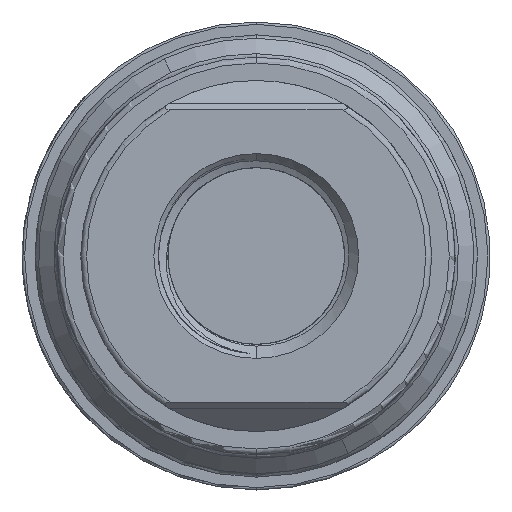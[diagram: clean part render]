
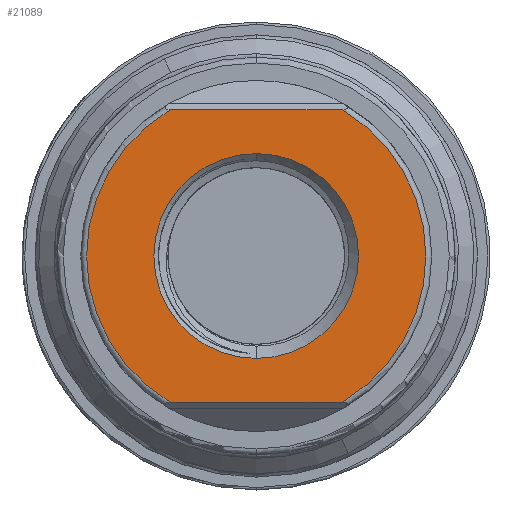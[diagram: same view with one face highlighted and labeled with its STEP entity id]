
A CAD part, left-side view. The second image highlights one B-rep face of the part: STEP entity #21089.
In plain terms, the highlighted planar face has unit normal (-1, 0, 0).
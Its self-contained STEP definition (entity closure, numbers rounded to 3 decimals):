
#43 = EDGE_CURVE ( 'NONE', #12083, #1234, #1493, .T. ) ;
#98 = CARTESIAN_POINT ( 'NONE',  ( -74.8, 0., 0. ) ) ;
#819 = EDGE_CURVE ( 'NONE', #9609, #12083, #8939, .T. ) ;
#1006 = CARTESIAN_POINT ( 'NONE',  ( -74.8, 0., -12.5 ) ) ;
#1234 = VERTEX_POINT ( 'NONE', #1307 ) ;
#1307 = CARTESIAN_POINT ( 'NONE',  ( -74.8, -7.348, 12.5 ) ) ;
#1493 = CIRCLE ( 'NONE', #23696, 14.5 ) ;
#1900 = EDGE_LOOP ( 'NONE', ( #3559, #4901 ) ) ;
#2343 = CARTESIAN_POINT ( 'NONE',  ( -74.8, 0., 0. ) ) ;
#2451 = CARTESIAN_POINT ( 'NONE',  ( -74.8, 7.348, 12.5 ) ) ;
#3442 = CIRCLE ( 'NONE', #18498, 14.5 ) ;
#3559 = ORIENTED_EDGE ( 'NONE', *, *, #21530, .T. ) ;
#4108 = DIRECTION ( 'NONE',  ( 1., 0., 0. ) ) ;
#4259 = CIRCLE ( 'NONE', #9812, 8.75 ) ;
#4477 = FACE_OUTER_BOUND ( 'NONE', #9048, .T. ) ;
#4901 = ORIENTED_EDGE ( 'NONE', *, *, #16923, .T. ) ;
#4910 = DIRECTION ( 'NONE',  ( -1., 0., 0. ) ) ;
#5296 = AXIS2_PLACEMENT_3D ( 'NONE', #11573, #4108, #9331 ) ;
#6347 = DIRECTION ( 'NONE',  ( 0., 0., 1. ) ) ;
#7677 = VECTOR ( 'NONE', #11696, 1000. ) ;
#7967 = PLANE ( 'NONE',  #22875 ) ;
#7978 = VERTEX_POINT ( 'NONE', #12356 ) ;
#8057 = DIRECTION ( 'NONE',  ( 0., 0., 1. ) ) ;
#8830 = CARTESIAN_POINT ( 'NONE',  ( -74.8, 7.348, -12.5 ) ) ;
#8939 = LINE ( 'NONE', #1006, #15006 ) ;
#9048 = EDGE_LOOP ( 'NONE', ( #19867, #18046, #16673, #16731 ) ) ;
#9331 = DIRECTION ( 'NONE',  ( 0., 0., 1. ) ) ;
#9468 = CARTESIAN_POINT ( 'NONE',  ( -74.8, 0., 12.5 ) ) ;
#9609 = VERTEX_POINT ( 'NONE', #8830 ) ;
#9812 = AXIS2_PLACEMENT_3D ( 'NONE', #2343, #9916, #8057 ) ;
#9916 = DIRECTION ( 'NONE',  ( 1., 0., 0. ) ) ;
#10175 = VERTEX_POINT ( 'NONE', #2451 ) ;
#10341 = CARTESIAN_POINT ( 'NONE',  ( -74.8, 0., 8.75 ) ) ;
#11573 = CARTESIAN_POINT ( 'NONE',  ( -74.8, 0., 0. ) ) ;
#11696 = DIRECTION ( 'NONE',  ( 0., 1., 0. ) ) ;
#12083 = VERTEX_POINT ( 'NONE', #21748 ) ;
#12356 = CARTESIAN_POINT ( 'NONE',  ( -74.8, 0., -8.75 ) ) ;
#12530 = DIRECTION ( 'NONE',  ( 0., 0., 1. ) ) ;
#14882 = DIRECTION ( 'NONE',  ( -1., 0., 0. ) ) ;
#15006 = VECTOR ( 'NONE', #20349, 1000. ) ;
#16673 = ORIENTED_EDGE ( 'NONE', *, *, #819, .T. ) ;
#16731 = ORIENTED_EDGE ( 'NONE', *, *, #43, .T. ) ;
#16825 = EDGE_CURVE ( 'NONE', #1234, #10175, #17276, .T. ) ;
#16923 = EDGE_CURVE ( 'NONE', #7978, #17820, #20347, .T. ) ;
#17150 = FACE_BOUND ( 'NONE', #1900, .T. ) ;
#17267 = DIRECTION ( 'NONE',  ( -1., 0., 0. ) ) ;
#17276 = LINE ( 'NONE', #9468, #7677 ) ;
#17820 = VERTEX_POINT ( 'NONE', #10341 ) ;
#18046 = ORIENTED_EDGE ( 'NONE', *, *, #23186, .T. ) ;
#18498 = AXIS2_PLACEMENT_3D ( 'NONE', #18714, #14882, #12530 ) ;
#18714 = CARTESIAN_POINT ( 'NONE',  ( -74.8, 0., 0. ) ) ;
#19502 = CARTESIAN_POINT ( 'NONE',  ( -74.8, 0., 0. ) ) ;
#19867 = ORIENTED_EDGE ( 'NONE', *, *, #16825, .T. ) ;
#20347 = CIRCLE ( 'NONE', #5296, 8.75 ) ;
#20349 = DIRECTION ( 'NONE',  ( 0., -1., 0. ) ) ;
#21089 = ADVANCED_FACE ( 'NONE', ( #17150, #4477 ), #7967, .T. ) ;
#21530 = EDGE_CURVE ( 'NONE', #17820, #7978, #4259, .T. ) ;
#21550 = DIRECTION ( 'NONE',  ( 0., 0., 1. ) ) ;
#21748 = CARTESIAN_POINT ( 'NONE',  ( -74.8, -7.348, -12.5 ) ) ;
#22875 = AXIS2_PLACEMENT_3D ( 'NONE', #19502, #17267, #6347 ) ;
#23186 = EDGE_CURVE ( 'NONE', #10175, #9609, #3442, .T. ) ;
#23696 = AXIS2_PLACEMENT_3D ( 'NONE', #98, #4910, #21550 ) ;
